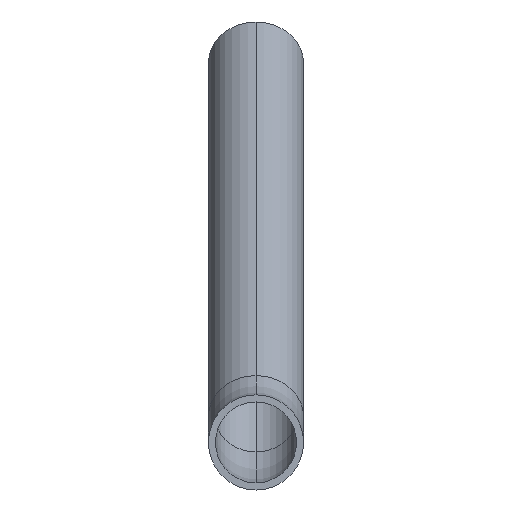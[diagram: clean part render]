
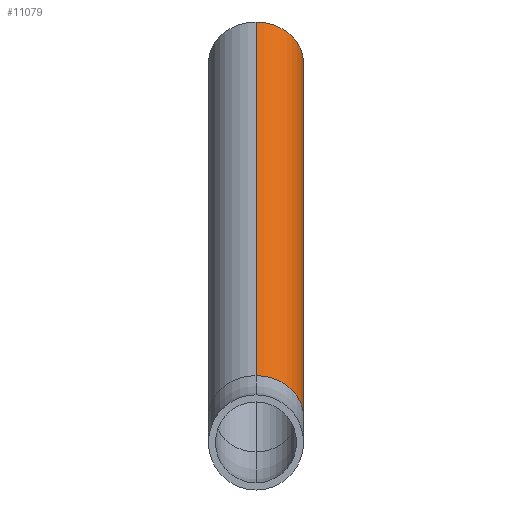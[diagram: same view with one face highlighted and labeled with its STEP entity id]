
A CAD part, front view. The second image highlights one B-rep face of the part: STEP entity #11079.
In plain terms, the highlighted cylindrical face has radius 13.45 mm (diameter 26.9 mm), a partial arc.
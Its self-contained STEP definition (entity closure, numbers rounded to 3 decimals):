
#295 = CARTESIAN_POINT ( 'NONE',  ( 0., 220.275, 18.883 ) ) ;
#658 = CIRCLE ( 'NONE', #5858, 13.45 ) ;
#940 = EDGE_CURVE ( 'NONE', #7972, #4670, #10581, .T. ) ;
#973 = DIRECTION ( 'NONE',  ( 0., 0.866, 0.5 ) ) ;
#1074 = CIRCLE ( 'NONE', #8733, 13.45 ) ;
#1090 = DIRECTION ( 'NONE',  ( 0., 0.866, 0.5 ) ) ;
#1363 = EDGE_CURVE ( 'NONE', #7164, #5474, #7575, .T. ) ;
#2075 = CARTESIAN_POINT ( 'NONE',  ( 0., 233.725, -4.413 ) ) ;
#2086 = EDGE_CURVE ( 'NONE', #7164, #7972, #658, .T. ) ;
#2651 = CARTESIAN_POINT ( 'NONE',  ( 0., 393.48, 118.883 ) ) ;
#2703 = CARTESIAN_POINT ( 'NONE',  ( 0., 227., 7.235 ) ) ;
#3034 = CARTESIAN_POINT ( 'NONE',  ( 0., 227., 7.235 ) ) ;
#3225 = CARTESIAN_POINT ( 'NONE',  ( 0., 220.275, 18.883 ) ) ;
#3387 = VECTOR ( 'NONE', #1090, 1000. ) ;
#4357 = DIRECTION ( 'NONE',  ( 0., 0.866, 0.5 ) ) ;
#4446 = CARTESIAN_POINT ( 'NONE',  ( 0., 400.205, 107.235 ) ) ;
#4644 = DIRECTION ( 'NONE',  ( 0., -0.5, 0.866 ) ) ;
#4670 = VERTEX_POINT ( 'NONE', #11123 ) ;
#4956 = DIRECTION ( 'NONE',  ( 0., 0.866, 0.5 ) ) ;
#5032 = DIRECTION ( 'NONE',  ( 0., -0.5, 0.866 ) ) ;
#5389 = EDGE_CURVE ( 'NONE', #5474, #4670, #1074, .T. ) ;
#5452 = CARTESIAN_POINT ( 'NONE',  ( 0., 233.725, -4.413 ) ) ;
#5474 = VERTEX_POINT ( 'NONE', #2651 ) ;
#5761 = VECTOR ( 'NONE', #11340, 1000. ) ;
#5858 = AXIS2_PLACEMENT_3D ( 'NONE', #2703, #973, #4644 ) ;
#5907 = CYLINDRICAL_SURFACE ( 'NONE', #7462, 13.45 ) ;
#7164 = VERTEX_POINT ( 'NONE', #295 ) ;
#7462 = AXIS2_PLACEMENT_3D ( 'NONE', #3034, #4956, #5032 ) ;
#7575 = LINE ( 'NONE', #3225, #5761 ) ;
#7972 = VERTEX_POINT ( 'NONE', #5452 ) ;
#8670 = ORIENTED_EDGE ( 'NONE', *, *, #1363, .F. ) ;
#8733 = AXIS2_PLACEMENT_3D ( 'NONE', #4446, #4357, #10728 ) ;
#8950 = ORIENTED_EDGE ( 'NONE', *, *, #940, .T. ) ;
#10259 = FACE_OUTER_BOUND ( 'NONE', #10702, .T. ) ;
#10581 = LINE ( 'NONE', #2075, #3387 ) ;
#10702 = EDGE_LOOP ( 'NONE', ( #11574, #8950, #11008, #8670 ) ) ;
#10728 = DIRECTION ( 'NONE',  ( 0., -0.5, 0.866 ) ) ;
#11008 = ORIENTED_EDGE ( 'NONE', *, *, #5389, .F. ) ;
#11079 = ADVANCED_FACE ( 'NONE', ( #10259 ), #5907, .T. ) ;
#11123 = CARTESIAN_POINT ( 'NONE',  ( 0., 406.93, 95.587 ) ) ;
#11340 = DIRECTION ( 'NONE',  ( 0., 0.866, 0.5 ) ) ;
#11574 = ORIENTED_EDGE ( 'NONE', *, *, #2086, .T. ) ;
